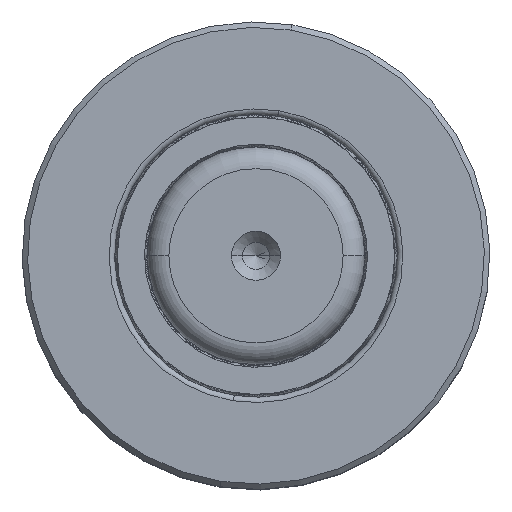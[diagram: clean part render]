
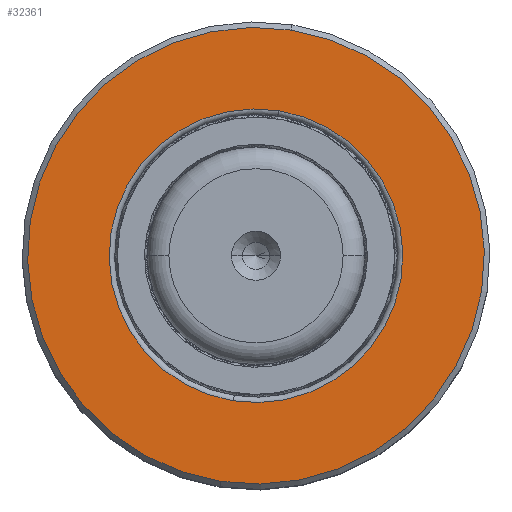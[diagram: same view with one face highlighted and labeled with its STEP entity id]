
A CAD part, top view. The second image highlights one B-rep face of the part: STEP entity #32361.
In plain terms, the highlighted face is planar.
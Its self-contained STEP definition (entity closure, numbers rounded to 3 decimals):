
#1342 = DIRECTION ( 'NONE',  ( 0., 1., 0. ) ) ;
#4146 = VERTEX_POINT ( 'NONE', #12822 ) ;
#5521 = CIRCLE ( 'NONE', #20250, 13.5 ) ;
#6330 = CARTESIAN_POINT ( 'NONE',  ( 0., 15.687, 13.5 ) ) ;
#6758 = EDGE_CURVE ( 'NONE', #4146, #30356, #33611, .T. ) ;
#7831 = AXIS2_PLACEMENT_3D ( 'NONE', #22513, #22996, #25588 ) ;
#9299 = CARTESIAN_POINT ( 'NONE',  ( 0., 15.687, 0. ) ) ;
#9694 = EDGE_LOOP ( 'NONE', ( #30206, #32156 ) ) ;
#12519 = DIRECTION ( 'NONE',  ( 0., -1., 0. ) ) ;
#12822 = CARTESIAN_POINT ( 'NONE',  ( 0., 15.687, -13.5 ) ) ;
#13029 = AXIS2_PLACEMENT_3D ( 'NONE', #15104, #17938, #20758 ) ;
#13992 = FACE_OUTER_BOUND ( 'NONE', #9694, .T. ) ;
#15104 = CARTESIAN_POINT ( 'NONE',  ( 0., 15.687, 0. ) ) ;
#15384 = PLANE ( 'NONE',  #35355 ) ;
#15583 = AXIS2_PLACEMENT_3D ( 'NONE', #9299, #12519, #29215 ) ;
#16648 = EDGE_LOOP ( 'NONE', ( #16841, #34008 ) ) ;
#16841 = ORIENTED_EDGE ( 'NONE', *, *, #6758, .T. ) ;
#17938 = DIRECTION ( 'NONE',  ( 0., -1., 0. ) ) ;
#18976 = DIRECTION ( 'NONE',  ( 0., 0., -1. ) ) ;
#19589 = EDGE_CURVE ( 'NONE', #30356, #4146, #5521, .T. ) ;
#20250 = AXIS2_PLACEMENT_3D ( 'NONE', #35422, #29776, #18976 ) ;
#20396 = EDGE_CURVE ( 'NONE', #35109, #24942, #20936, .T. ) ;
#20758 = DIRECTION ( 'NONE',  ( 0., 0., -1. ) ) ;
#20936 = CIRCLE ( 'NONE', #15583, 21. ) ;
#22513 = CARTESIAN_POINT ( 'NONE',  ( 0., 15.687, 0. ) ) ;
#22996 = DIRECTION ( 'NONE',  ( 0., -1., 0. ) ) ;
#24942 = VERTEX_POINT ( 'NONE', #31393 ) ;
#25460 = FACE_BOUND ( 'NONE', #16648, .T. ) ;
#25588 = DIRECTION ( 'NONE',  ( 0., 0., -1. ) ) ;
#26182 = CARTESIAN_POINT ( 'NONE',  ( 21., 15.687, 0. ) ) ;
#26740 = CIRCLE ( 'NONE', #7831, 21. ) ;
#29010 = DIRECTION ( 'NONE',  ( 0., 0., 1. ) ) ;
#29215 = DIRECTION ( 'NONE',  ( 0., 0., -1. ) ) ;
#29776 = DIRECTION ( 'NONE',  ( 0., -1., 0. ) ) ;
#30206 = ORIENTED_EDGE ( 'NONE', *, *, #20396, .F. ) ;
#30356 = VERTEX_POINT ( 'NONE', #6330 ) ;
#31393 = CARTESIAN_POINT ( 'NONE',  ( 0., 15.687, 21. ) ) ;
#32156 = ORIENTED_EDGE ( 'NONE', *, *, #33888, .F. ) ;
#32361 = ADVANCED_FACE ( 'NONE', ( #25460, #13992 ), #15384, .T. ) ;
#33043 = CARTESIAN_POINT ( 'NONE',  ( 0., 15.687, -21. ) ) ;
#33611 = CIRCLE ( 'NONE', #13029, 13.5 ) ;
#33888 = EDGE_CURVE ( 'NONE', #24942, #35109, #26740, .T. ) ;
#34008 = ORIENTED_EDGE ( 'NONE', *, *, #19589, .T. ) ;
#35109 = VERTEX_POINT ( 'NONE', #33043 ) ;
#35355 = AXIS2_PLACEMENT_3D ( 'NONE', #26182, #1342, #29010 ) ;
#35422 = CARTESIAN_POINT ( 'NONE',  ( 0., 15.687, 0. ) ) ;
